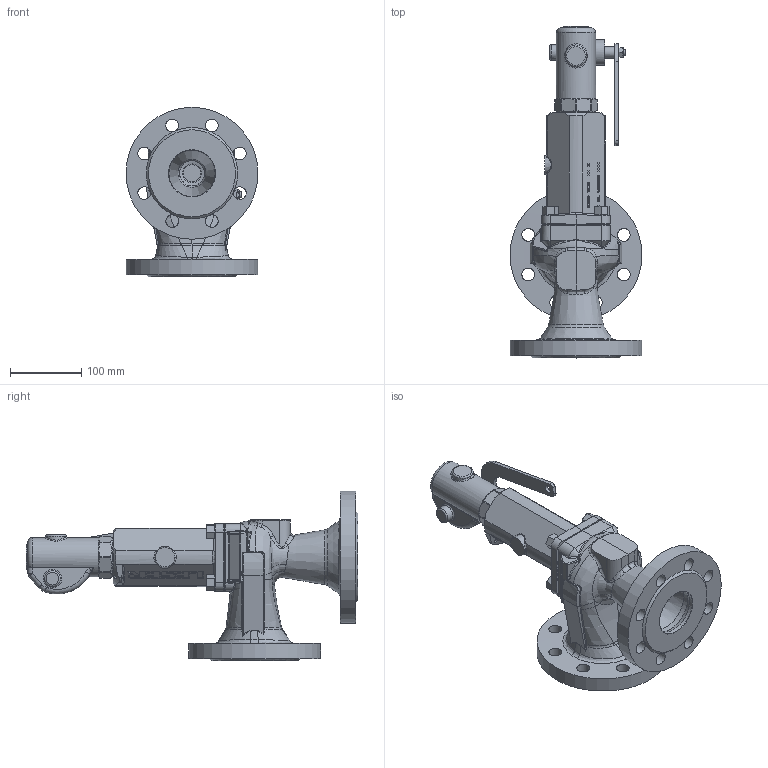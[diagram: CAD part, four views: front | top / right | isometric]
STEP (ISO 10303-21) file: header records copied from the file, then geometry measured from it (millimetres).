
FILE_DESCRIPTION(/* description */ (''),/* implementation_level */ '2;1');
FILE_NAME(/* name */ 'AT4576_105833.step',/* time_stamp */ '2025-08-06T14:55:59+02:00',/* author */ (''),/* organization */ (''),/* preprocessor_version */ 'ST-DEVELOPER v20.1',/* originating_system */ 'Autodesk Translation Framework v14.10.0.0',/* authorisation */ '');
FILE_SCHEMA (('AUTOMOTIVE_DESIGN { 1 0 10303 214 3 1 1 }'));
Products named in the file (9): 10000603564_G3D_000_ASM; 10000496813_G3D_000; 10000496815_G3D_000; 10000542183_G3D_000_ASM; 10000542184_G3D_000; 10000542185_G3D_000; 10000542186_G3D_000; 10000501282_G3D_000; 10000459077_G3D_000
Assembly tree (11 placements, depth 3):
  10000603564_G3D_000_ASM
    10000496813_G3D_000
    10000496815_G3D_000
    10000542183_G3D_000_ASM
      10000542184_G3D_000
      10000542185_G3D_000
      10000542186_G3D_000
      10000501282_G3D_000
    10000459077_G3D_000  x4
Bounding box: 185 x 465.5 x 237.5 mm (x, y, z)
Volume: 2220079.6 mm3; surface area: 435394.7 mm2
Topology: 10 solids, 13 shells, 1470 faces, 3873 edges, 2450 vertices
Faces by surface type: plane 862, bspline 238, cylinder 204, cone 102, torus 47, sphere 17
Full cylindrical faces by diameter (mm): 5 x1, 8 x2, 10 x1, 10.4 x1, 11 x1, 12 x4, 14 x4, 16 x2, 16.4 x2, 18 x16, 20 x1, 22 x1, 24.12 x1, 26.44 x2, 35 x2, 36 x1, 39.5 x1, 40.16 x1, 42 x2, 42.5 x1, 46 x1, 54.998 x1, 55 x1, 60 x1, 65 x2, 66 x1, 69 x2, 76 x1, 80 x2, 185 x2
Entity records: 71095 total; most frequent: CARTESIAN_POINT 38329, ORIENTED_EDGE 7340, DIRECTION 5912, EDGE_CURVE 3673, VERTEX_POINT 2334, LINE 2304, VECTOR 2304, AXIS2_PLACEMENT_3D 1804
